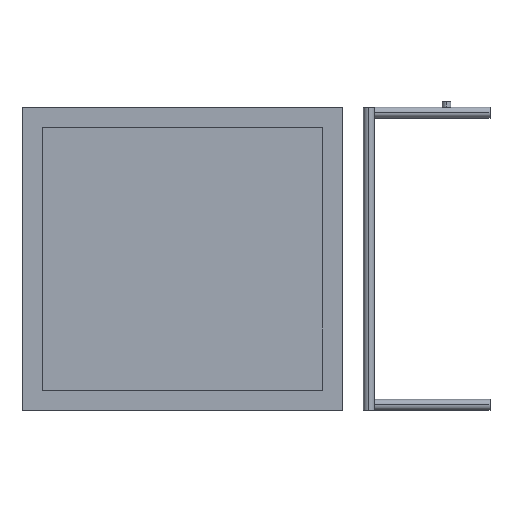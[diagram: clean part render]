
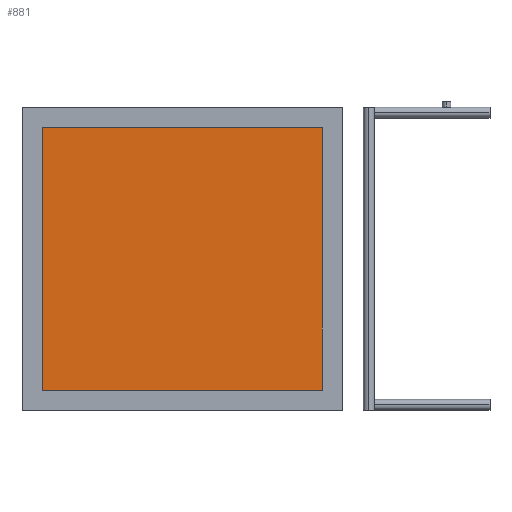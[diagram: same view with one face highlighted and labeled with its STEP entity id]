
A CAD part, top view. The second image highlights one B-rep face of the part: STEP entity #881.
In plain terms, the highlighted planar face has unit normal (0, 0, 1).
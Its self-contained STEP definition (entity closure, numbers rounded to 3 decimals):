
#22 = EDGE_CURVE ( 'NONE', #113, #44, #32, .T. ) ;
#25 = CARTESIAN_POINT ( 'NONE',  ( 242.5, -227.5, 125. ) ) ;
#26 = FACE_OUTER_BOUND ( 'NONE', #934, .T. ) ;
#32 = LINE ( 'NONE', #234, #393 ) ;
#44 = VERTEX_POINT ( 'NONE', #486 ) ;
#72 = EDGE_CURVE ( 'NONE', #409, #247, #238, .T. ) ;
#113 = VERTEX_POINT ( 'NONE', #478 ) ;
#126 = CARTESIAN_POINT ( 'NONE',  ( 242.5, 227.5, 125. ) ) ;
#143 = ORIENTED_EDGE ( 'NONE', *, *, #200, .T. ) ;
#159 = DIRECTION ( 'NONE',  ( 0., -1., 0. ) ) ;
#173 = DIRECTION ( 'NONE',  ( -1., 0., 0. ) ) ;
#200 = EDGE_CURVE ( 'NONE', #44, #409, #692, .T. ) ;
#208 = ORIENTED_EDGE ( 'NONE', *, *, #72, .T. ) ;
#226 = DIRECTION ( 'NONE',  ( 0., 0., -1. ) ) ;
#234 = CARTESIAN_POINT ( 'NONE',  ( -242.5, 227.5, 125. ) ) ;
#236 = ORIENTED_EDGE ( 'NONE', *, *, #799, .T. ) ;
#238 = LINE ( 'NONE', #25, #531 ) ;
#247 = VERTEX_POINT ( 'NONE', #767 ) ;
#261 = LINE ( 'NONE', #126, #798 ) ;
#278 = ORIENTED_EDGE ( 'NONE', *, *, #22, .T. ) ;
#353 = DIRECTION ( 'NONE',  ( 0., 1., 0. ) ) ;
#362 = CARTESIAN_POINT ( 'NONE',  ( 0., 0., 125. ) ) ;
#393 = VECTOR ( 'NONE', #173, 1000. ) ;
#394 = VECTOR ( 'NONE', #159, 1000. ) ;
#399 = DIRECTION ( 'NONE',  ( 1., 0., 0. ) ) ;
#409 = VERTEX_POINT ( 'NONE', #787 ) ;
#478 = CARTESIAN_POINT ( 'NONE',  ( 242.5, 227.5, 125. ) ) ;
#486 = CARTESIAN_POINT ( 'NONE',  ( -242.5, 227.5, 125. ) ) ;
#512 = PLANE ( 'NONE',  #656 ) ;
#522 = DIRECTION ( 'NONE',  ( -1., 0., 0. ) ) ;
#531 = VECTOR ( 'NONE', #399, 1000. ) ;
#656 = AXIS2_PLACEMENT_3D ( 'NONE', #362, #226, #522 ) ;
#692 = LINE ( 'NONE', #921, #394 ) ;
#767 = CARTESIAN_POINT ( 'NONE',  ( 242.5, -227.5, 125. ) ) ;
#787 = CARTESIAN_POINT ( 'NONE',  ( -242.5, -227.5, 125. ) ) ;
#798 = VECTOR ( 'NONE', #353, 1000. ) ;
#799 = EDGE_CURVE ( 'NONE', #247, #113, #261, .T. ) ;
#881 = ADVANCED_FACE ( 'Y�z3', ( #26 ), #512, .F. ) ;
#921 = CARTESIAN_POINT ( 'NONE',  ( -242.5, -227.5, 125. ) ) ;
#934 = EDGE_LOOP ( 'NONE', ( #208, #236, #278, #143 ) ) ;
